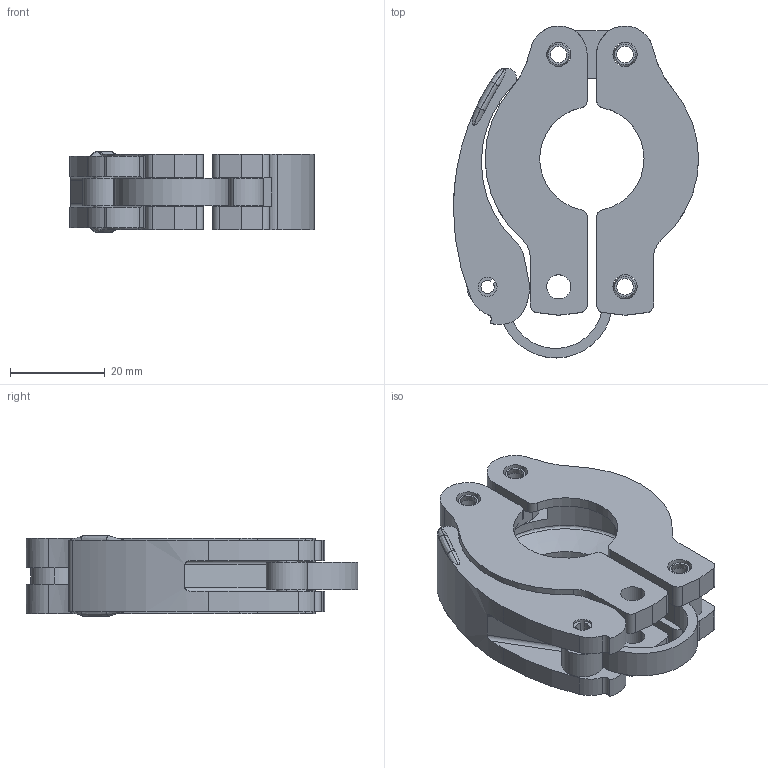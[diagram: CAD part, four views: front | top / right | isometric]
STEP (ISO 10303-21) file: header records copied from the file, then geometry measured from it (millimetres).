
FILE_DESCRIPTION (( 'STEP AP214' ), '1' );
FILE_NAME ('110BSS016.step', '2017-07-06T09:18:42', ( 'install' ), ( '' ), 'SwSTEP 2.0', 'SolidWorks 2015', '' );
FILE_SCHEMA (( 'AUTOMOTIVE_DESIGN' ));
Length unit declared in the file: millimetre
Products named in the file (1): 110BSS016
Bounding box: 51.69 x 70 x 17 mm (x, y, z)
Volume: 22968.1 mm3; surface area: 15996.7 mm2
Topology: 6 solids, 6 shells, 226 faces, 612 edges, 396 vertices
Faces by surface type: cylinder 103, plane 78, cone 29, bspline 16
Entity records: 8938 total; most frequent: CARTESIAN_POINT 2621, ORIENTED_EDGE 1224, DIRECTION 1220, EDGE_CURVE 612, AXIS2_PLACEMENT_3D 465, VERTEX_POINT 396, LINE 290, VECTOR 290
